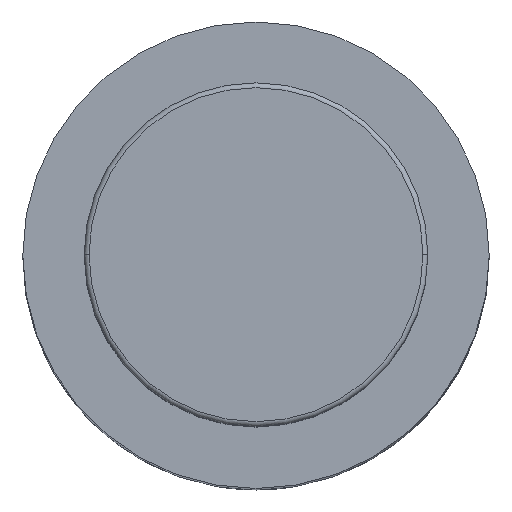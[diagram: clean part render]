
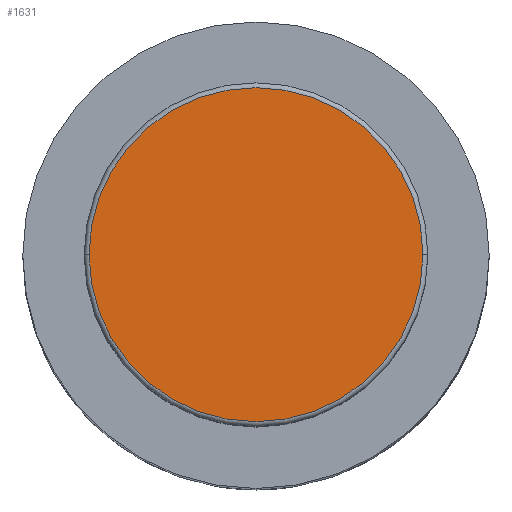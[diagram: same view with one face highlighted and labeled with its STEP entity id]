
A CAD part, top view. The second image highlights one B-rep face of the part: STEP entity #1631.
In plain terms, the highlighted planar face has unit normal (0, 0, 1).
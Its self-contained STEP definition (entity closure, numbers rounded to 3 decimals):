
#15 = FACE_OUTER_BOUND ( 'NONE', #141, .T. ) ;
#88 = DIRECTION ( 'NONE',  ( 1., 0., 0. ) ) ;
#141 = EDGE_LOOP ( 'NONE', ( #701, #335 ) ) ;
#196 = CIRCLE ( 'NONE', #1202, 34. ) ;
#201 = VERTEX_POINT ( 'NONE', #1941 ) ;
#233 = AXIS2_PLACEMENT_3D ( 'NONE', #2477, #1342, #88 ) ;
#335 = ORIENTED_EDGE ( 'NONE', *, *, #2543, .T. ) ;
#454 = DIRECTION ( 'NONE',  ( 0., 0., 1. ) ) ;
#500 = DIRECTION ( 'NONE',  ( 0., 0., 1. ) ) ;
#701 = ORIENTED_EDGE ( 'NONE', *, *, #1113, .T. ) ;
#1113 = EDGE_CURVE ( 'NONE', #1143, #201, #196, .T. ) ;
#1143 = VERTEX_POINT ( 'NONE', #1687 ) ;
#1186 = CIRCLE ( 'NONE', #233, 34. ) ;
#1202 = AXIS2_PLACEMENT_3D ( 'NONE', #1681, #500, #1865 ) ;
#1342 = DIRECTION ( 'NONE',  ( 0., 0., 1. ) ) ;
#1445 = PLANE ( 'NONE',  #2520 ) ;
#1631 = ADVANCED_FACE ( 'NONE', ( #15 ), #1445, .T. ) ;
#1681 = CARTESIAN_POINT ( 'NONE',  ( 0., 0., 240. ) ) ;
#1687 = CARTESIAN_POINT ( 'NONE',  ( 34., 0., 240. ) ) ;
#1809 = CARTESIAN_POINT ( 'NONE',  ( 0., 0., 240. ) ) ;
#1829 = DIRECTION ( 'NONE',  ( 1., 0., 0. ) ) ;
#1865 = DIRECTION ( 'NONE',  ( 1., 0., 0. ) ) ;
#1941 = CARTESIAN_POINT ( 'NONE',  ( -34., 0., 240. ) ) ;
#2477 = CARTESIAN_POINT ( 'NONE',  ( 0., 0., 240. ) ) ;
#2520 = AXIS2_PLACEMENT_3D ( 'NONE', #1809, #454, #1829 ) ;
#2543 = EDGE_CURVE ( 'NONE', #201, #1143, #1186, .T. ) ;
